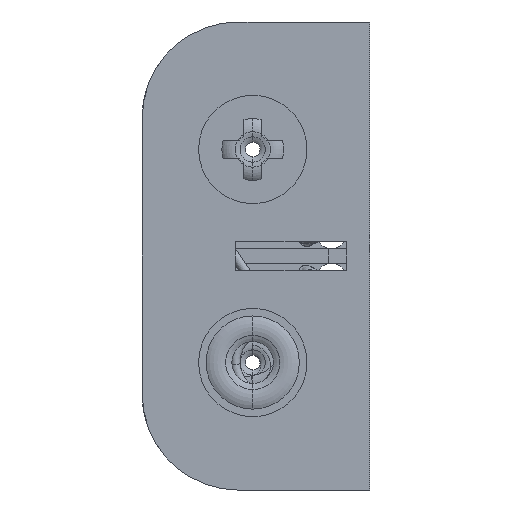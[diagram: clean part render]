
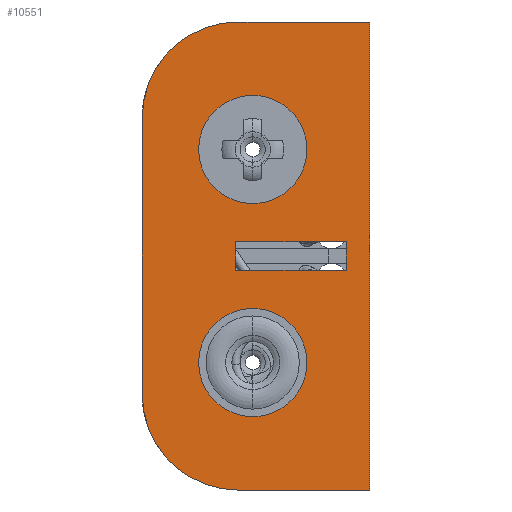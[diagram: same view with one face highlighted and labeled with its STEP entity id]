
A CAD part, left-side view. The second image highlights one B-rep face of the part: STEP entity #10551.
In plain terms, the highlighted planar face has unit normal (-1, 0, 0).
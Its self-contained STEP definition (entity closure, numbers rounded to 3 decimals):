
#2541 = CARTESIAN_POINT ( 'NONE',  ( -21.991, -1.813, -6.394 ) ) ;
#2558 = CARTESIAN_POINT ( 'NONE',  ( -21.991, -1.813, -14.014 ) ) ;
#2581 = DIRECTION ( 'NONE',  ( 0., 0., -1. ) ) ;
#2582 = DIRECTION ( 'NONE',  ( 1., 0., 0. ) ) ;
#2583 = CARTESIAN_POINT ( 'NONE',  ( -21.991, -1.813, -10.204 ) ) ;
#2584 = AXIS2_PLACEMENT_3D ( 'NONE', #2583, #2582, #2581 ) ;
#2585 = CIRCLE ( 'NONE', #2584, 3.81 ) ;
#2857 = CARTESIAN_POINT ( 'NONE',  ( -21.991, -1.813, 8.592 ) ) ;
#2858 = DIRECTION ( 'NONE',  ( 0., 0., 1. ) ) ;
#2859 = DIRECTION ( 'NONE',  ( 1., 0., 0. ) ) ;
#2860 = CARTESIAN_POINT ( 'NONE',  ( -21.991, -1.813, 4.782 ) ) ;
#2861 = AXIS2_PLACEMENT_3D ( 'NONE', #2860, #2859, #2858 ) ;
#2862 = CIRCLE ( 'NONE', #2861, 3.81 ) ;
#2884 = CARTESIAN_POINT ( 'NONE',  ( -21.991, -1.813, 0.972 ) ) ;
#6487 = VERTEX_POINT ( 'NONE', #18014 ) ;
#7066 = ORIENTED_EDGE ( 'NONE', *, *, #7067, .F. ) ;
#7067 = EDGE_CURVE ( 'NONE', #7077, #9955, #18225, .T. ) ;
#7068 = VERTEX_POINT ( 'NONE', #18216 ) ;
#7069 = VERTEX_POINT ( 'NONE', #18191 ) ;
#7071 = ORIENTED_EDGE ( 'NONE', *, *, #7137, .F. ) ;
#7072 = EDGE_LOOP ( 'NONE', ( #7074, #7134, #7417, #7386, #7402, #7366 ) ) ;
#7074 = ORIENTED_EDGE ( 'NONE', *, *, #7075, .F. ) ;
#7075 = EDGE_CURVE ( 'NONE', #7068, #7069, #18189, .T. ) ;
#7077 = VERTEX_POINT ( 'NONE', #18205 ) ;
#7078 = ORIENTED_EDGE ( 'NONE', *, *, #7079, .F. ) ;
#7079 = EDGE_CURVE ( 'NONE', #7136, #7077, #18200, .T. ) ;
#7134 = ORIENTED_EDGE ( 'NONE', *, *, #7429, .F. ) ;
#7136 = VERTEX_POINT ( 'NONE', #18304 ) ;
#7137 = EDGE_CURVE ( 'NONE', #9910, #7136, #18287, .T. ) ;
#7180 = ORIENTED_EDGE ( 'NONE', *, *, #9696, .T. ) ;
#7235 = EDGE_CURVE ( 'NONE', #9694, #9697, #18349, .T. ) ;
#7254 = ORIENTED_EDGE ( 'NONE', *, *, #7235, .T. ) ;
#7328 = EDGE_CURVE ( 'NONE', #7069, #6487, #18401, .T. ) ;
#7366 = ORIENTED_EDGE ( 'NONE', *, *, #7328, .F. ) ;
#7371 = EDGE_LOOP ( 'NONE', ( #7180, #7254 ) ) ;
#7386 = ORIENTED_EDGE ( 'NONE', *, *, #7454, .F. ) ;
#7402 = ORIENTED_EDGE ( 'NONE', *, *, #7424, .F. ) ;
#7403 = EDGE_CURVE ( 'NONE', #7404, #7416, #18502, .T. ) ;
#7404 = VERTEX_POINT ( 'NONE', #18531 ) ;
#7411 = VERTEX_POINT ( 'NONE', #18530 ) ;
#7416 = VERTEX_POINT ( 'NONE', #18529 ) ;
#7417 = ORIENTED_EDGE ( 'NONE', *, *, #7403, .F. ) ;
#7424 = EDGE_CURVE ( 'NONE', #6487, #7411, #18430, .T. ) ;
#7429 = EDGE_CURVE ( 'NONE', #7416, #7068, #18431, .T. ) ;
#7454 = EDGE_CURVE ( 'NONE', #7411, #7404, #18551, .T. ) ;
#9575 = VERTEX_POINT ( 'NONE', #2558 ) ;
#9577 = VERTEX_POINT ( 'NONE', #2541 ) ;
#9601 = EDGE_CURVE ( 'NONE', #9577, #9575, #2585, .T. ) ;
#9694 = VERTEX_POINT ( 'NONE', #2884 ) ;
#9696 = EDGE_CURVE ( 'NONE', #9697, #9694, #2862, .T. ) ;
#9697 = VERTEX_POINT ( 'NONE', #2857 ) ;
#9909 = EDGE_CURVE ( 'NONE', #9955, #9910, #20323, .T. ) ;
#9910 = VERTEX_POINT ( 'NONE', #20322 ) ;
#9955 = VERTEX_POINT ( 'NONE', #20413 ) ;
#10537 = ORIENTED_EDGE ( 'NONE', *, *, #10538, .T. ) ;
#10538 = EDGE_CURVE ( 'NONE', #9575, #9577, #11927, .T. ) ;
#10539 = EDGE_LOOP ( 'NONE', ( #10540, #7066, #7078, #7071 ) ) ;
#10540 = ORIENTED_EDGE ( 'NONE', *, *, #9909, .F. ) ;
#10551 = ADVANCED_FACE ( 'NONE', ( #12334, #12306, #12274, #12273 ), #12536, .F. ) ;
#10552 = EDGE_LOOP ( 'NONE', ( #10553, #10537 ) ) ;
#10553 = ORIENTED_EDGE ( 'NONE', *, *, #9601, .T. ) ;
#11927 = CIRCLE ( 'NONE', #12248, 3.81 ) ;
#12222 = DIRECTION ( 'NONE',  ( 0., 0., -1. ) ) ;
#12248 = AXIS2_PLACEMENT_3D ( 'NONE', #12295, #12321, #12222 ) ;
#12273 = FACE_BOUND ( 'NONE', #7371, .T. ) ;
#12274 = FACE_OUTER_BOUND ( 'NONE', #7072, .T. ) ;
#12295 = CARTESIAN_POINT ( 'NONE',  ( -21.991, -1.813, -10.204 ) ) ;
#12306 = FACE_BOUND ( 'NONE', #10539, .T. ) ;
#12321 = DIRECTION ( 'NONE',  ( 1., 0., 0. ) ) ;
#12334 = FACE_BOUND ( 'NONE', #10552, .T. ) ;
#12452 = DIRECTION ( 'NONE',  ( 0., 0., -1. ) ) ;
#12464 = DIRECTION ( 'NONE',  ( 1., 0., 0. ) ) ;
#12470 = CARTESIAN_POINT ( 'NONE',  ( -21.991, -0.772, -12.439 ) ) ;
#12534 = AXIS2_PLACEMENT_3D ( 'NONE', #12470, #12464, #12452 ) ;
#12536 = PLANE ( 'NONE',  #12534 ) ;
#17959 = DIRECTION ( 'NONE',  ( 0., 0., -1. ) ) ;
#18014 = CARTESIAN_POINT ( 'NONE',  ( -21.991, 5.959, 7.017 ) ) ;
#18186 = DIRECTION ( 'NONE',  ( 0., 0., -1. ) ) ;
#18187 = DIRECTION ( 'NONE',  ( 1., 0., 0. ) ) ;
#18188 = AXIS2_PLACEMENT_3D ( 'NONE', #18194, #18187, #18186 ) ;
#18189 = CIRCLE ( 'NONE', #18188, 6.731 ) ;
#18191 = CARTESIAN_POINT ( 'NONE',  ( -21.991, 5.959, -12.439 ) ) ;
#18192 = DIRECTION ( 'NONE',  ( 0., -1., 0. ) ) ;
#18193 = VECTOR ( 'NONE', #18192, 1000. ) ;
#18194 = CARTESIAN_POINT ( 'NONE',  ( -21.991, -0.772, -12.439 ) ) ;
#18198 = VECTOR ( 'NONE', #17959, 1000. ) ;
#18199 = CARTESIAN_POINT ( 'NONE',  ( -21.991, -0.619, -1.695 ) ) ;
#18200 = LINE ( 'NONE', #18199, #18198 ) ;
#18205 = CARTESIAN_POINT ( 'NONE',  ( -21.991, -0.619, -3.727 ) ) ;
#18215 = CARTESIAN_POINT ( 'NONE',  ( -21.991, -8.392, -3.727 ) ) ;
#18216 = CARTESIAN_POINT ( 'NONE',  ( -21.991, -0.772, -19.17 ) ) ;
#18225 = LINE ( 'NONE', #18215, #18193 ) ;
#18279 = DIRECTION ( 'NONE',  ( 0., 1., 0. ) ) ;
#18280 = VECTOR ( 'NONE', #18279, 1000. ) ;
#18282 = CARTESIAN_POINT ( 'NONE',  ( -21.991, -8.392, -1.695 ) ) ;
#18287 = LINE ( 'NONE', #18282, #18280 ) ;
#18304 = CARTESIAN_POINT ( 'NONE',  ( -21.991, -0.619, -1.695 ) ) ;
#18338 = DIRECTION ( 'NONE',  ( 0., 0., 1. ) ) ;
#18340 = VECTOR ( 'NONE', #18338, 1000. ) ;
#18341 = CARTESIAN_POINT ( 'NONE',  ( -21.991, 5.959, -12.439 ) ) ;
#18349 = CIRCLE ( 'NONE', #18409, 3.81 ) ;
#18401 = LINE ( 'NONE', #18341, #18340 ) ;
#18405 = DIRECTION ( 'NONE',  ( 0., 0., 1. ) ) ;
#18407 = DIRECTION ( 'NONE',  ( 1., 0., 0. ) ) ;
#18408 = CARTESIAN_POINT ( 'NONE',  ( -21.991, -1.813, 4.782 ) ) ;
#18409 = AXIS2_PLACEMENT_3D ( 'NONE', #18408, #18407, #18405 ) ;
#18426 = CARTESIAN_POINT ( 'NONE',  ( -21.991, -0.772, 7.017 ) ) ;
#18428 = AXIS2_PLACEMENT_3D ( 'NONE', #18426, #18528, #18527 ) ;
#18430 = CIRCLE ( 'NONE', #18428, 6.731 ) ;
#18431 = LINE ( 'NONE', #18525, #18523 ) ;
#18502 = LINE ( 'NONE', #18534, #18533 ) ;
#18520 = DIRECTION ( 'NONE',  ( 0., 1., 0. ) ) ;
#18523 = VECTOR ( 'NONE', #18520, 1000. ) ;
#18525 = CARTESIAN_POINT ( 'NONE',  ( -21.991, -10.043, -19.17 ) ) ;
#18527 = DIRECTION ( 'NONE',  ( 0., 0., 1. ) ) ;
#18528 = DIRECTION ( 'NONE',  ( 1., 0., 0. ) ) ;
#18529 = CARTESIAN_POINT ( 'NONE',  ( -21.991, -10.043, -19.17 ) ) ;
#18530 = CARTESIAN_POINT ( 'NONE',  ( -21.991, -0.772, 13.748 ) ) ;
#18531 = CARTESIAN_POINT ( 'NONE',  ( -21.991, -10.043, 13.748 ) ) ;
#18532 = DIRECTION ( 'NONE',  ( 0., 0., -1. ) ) ;
#18533 = VECTOR ( 'NONE', #18532, 1000. ) ;
#18534 = CARTESIAN_POINT ( 'NONE',  ( -21.991, -10.043, 13.748 ) ) ;
#18548 = DIRECTION ( 'NONE',  ( 0., -1., 0. ) ) ;
#18549 = VECTOR ( 'NONE', #18548, 1000. ) ;
#18550 = CARTESIAN_POINT ( 'NONE',  ( -21.991, -10.043, 13.748 ) ) ;
#18551 = LINE ( 'NONE', #18550, #18549 ) ;
#20322 = CARTESIAN_POINT ( 'NONE',  ( -21.991, -8.392, -1.695 ) ) ;
#20323 = LINE ( 'NONE', #20331, #20330 ) ;
#20329 = DIRECTION ( 'NONE',  ( 0., 0., 1. ) ) ;
#20330 = VECTOR ( 'NONE', #20329, 1000. ) ;
#20331 = CARTESIAN_POINT ( 'NONE',  ( -21.991, -8.392, -3.727 ) ) ;
#20413 = CARTESIAN_POINT ( 'NONE',  ( -21.991, -8.392, -3.727 ) ) ;
